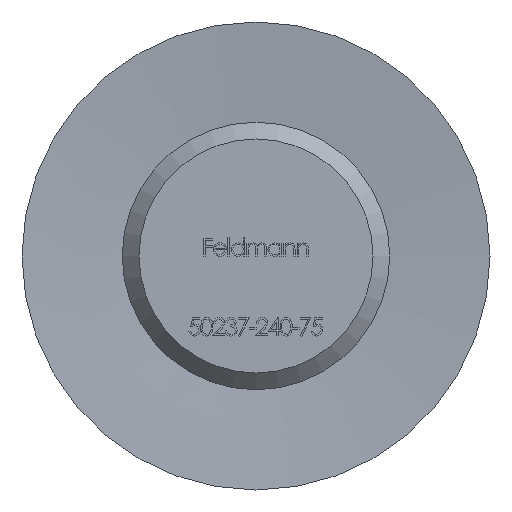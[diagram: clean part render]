
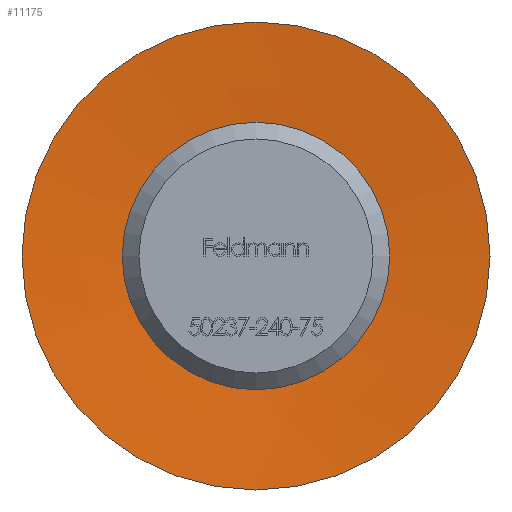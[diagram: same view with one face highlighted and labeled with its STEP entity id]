
A CAD part, front view. The second image highlights one B-rep face of the part: STEP entity #11175.
In plain terms, the highlighted conical face has half-angle 85 degrees and reference radius 3.373 mm.
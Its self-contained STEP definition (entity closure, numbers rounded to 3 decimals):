
#33 = EDGE_LOOP ( 'NONE', ( #11739 ) ) ;
#163 = CARTESIAN_POINT ( 'NONE',  ( 0., 0.317, 0. ) ) ;
#1556 = DIRECTION ( 'NONE',  ( 1., 0., 0. ) ) ;
#2351 = AXIS2_PLACEMENT_3D ( 'NONE', #10588, #12751, #4183 ) ;
#2655 = CARTESIAN_POINT ( 'NONE',  ( 0., 0.317, 0. ) ) ;
#2796 = EDGE_LOOP ( 'NONE', ( #12482 ) ) ;
#3500 = CARTESIAN_POINT ( 'NONE',  ( 7., 0., 0. ) ) ;
#4109 = EDGE_CURVE ( 'NONE', #4947, #4947, #6745, .T. ) ;
#4183 = DIRECTION ( 'NONE',  ( 1., 0., 0. ) ) ;
#4232 = AXIS2_PLACEMENT_3D ( 'NONE', #163, #11816, #8630 ) ;
#4947 = VERTEX_POINT ( 'NONE', #9795 ) ;
#5514 = EDGE_CURVE ( 'NONE', #11281, #11281, #12786, .T. ) ;
#6034 = CONICAL_SURFACE ( 'NONE', #4232, 3.373, 1.484 ) ;
#6745 = CIRCLE ( 'NONE', #13479, 3.373 ) ;
#8630 = DIRECTION ( 'NONE',  ( 1., 0., 0. ) ) ;
#8739 = FACE_OUTER_BOUND ( 'NONE', #2796, .T. ) ;
#9795 = CARTESIAN_POINT ( 'NONE',  ( 3.373, 0.317, 0. ) ) ;
#10588 = CARTESIAN_POINT ( 'NONE',  ( 0., 0., 0. ) ) ;
#11175 = ADVANCED_FACE ( 'NONE', ( #8739, #11597 ), #6034, .F. ) ;
#11281 = VERTEX_POINT ( 'NONE', #3500 ) ;
#11597 = FACE_BOUND ( 'NONE', #33, .T. ) ;
#11739 = ORIENTED_EDGE ( 'NONE', *, *, #4109, .F. ) ;
#11816 = DIRECTION ( 'NONE',  ( 0., -1., 0. ) ) ;
#12482 = ORIENTED_EDGE ( 'NONE', *, *, #5514, .T. ) ;
#12751 = DIRECTION ( 'NONE',  ( 0., -1., 0. ) ) ;
#12786 = CIRCLE ( 'NONE', #2351, 7. ) ;
#13322 = DIRECTION ( 'NONE',  ( 0., -1., 0. ) ) ;
#13479 = AXIS2_PLACEMENT_3D ( 'NONE', #2655, #13322, #1556 ) ;
